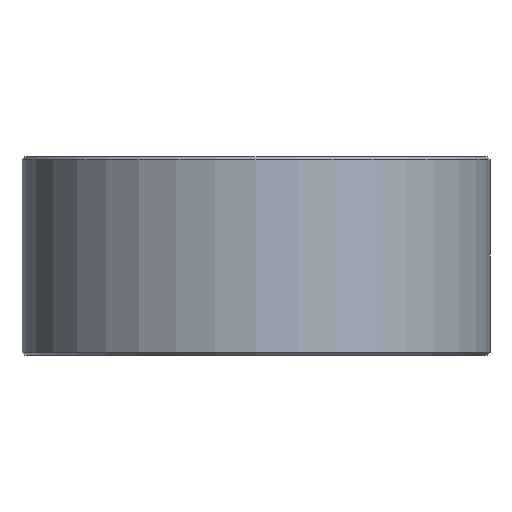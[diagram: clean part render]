
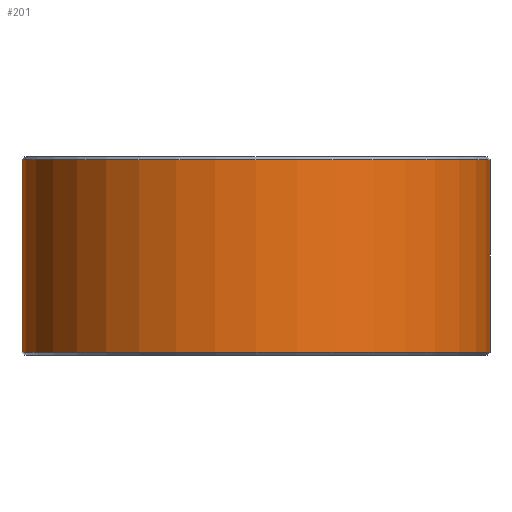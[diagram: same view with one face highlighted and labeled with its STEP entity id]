
A CAD part, front view. The second image highlights one B-rep face of the part: STEP entity #201.
In plain terms, the highlighted cylindrical face has radius 15.9 mm (diameter 31.8 mm), a full revolution.
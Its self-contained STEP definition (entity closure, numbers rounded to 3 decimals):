
#160=CARTESIAN_POINT('',(0.,0.,7.9));
#161=DIRECTION('',(0.,0.,1.));
#162=DIRECTION('',(1.,0.,-0.));
#163=AXIS2_PLACEMENT_3D('',#160,#161,#162);
#164=CYLINDRICAL_SURFACE('',#163,15.9);
#165=CARTESIAN_POINT('',(15.9,0.,81.2));
#166=VERTEX_POINT('',#165);
#167=CARTESIAN_POINT('',(15.9,-0.,68.1));
#168=VERTEX_POINT('',#167);
#169=CARTESIAN_POINT('',(15.9,0.,81.2));
#170=DIRECTION('',(-0.,-0.,-1.));
#171=VECTOR('',#170,13.1);
#172=LINE('',#169,#171);
#173=EDGE_CURVE('',#166,#168,#172,.T.);
#174=ORIENTED_EDGE('',*,*,#173,.T.);
#175=CARTESIAN_POINT('',(0.,0.,68.1));
#176=DIRECTION('',(0.,0.,1.));
#177=DIRECTION('',(1.,0.,-0.));
#178=AXIS2_PLACEMENT_3D('',#175,#176,#177);
#179=CIRCLE('',#178,15.9);
#180=EDGE_CURVE('',#168,#168,#179,.T.);
#181=ORIENTED_EDGE('',*,*,#180,.T.);
#182=ORIENTED_EDGE('',*,*,#173,.F.);
#183=CARTESIAN_POINT('',(-15.9,-0.,81.2));
#184=VERTEX_POINT('',#183);
#185=CARTESIAN_POINT('',(0.,0.,81.2));
#186=DIRECTION('',(0.,0.,-1.));
#187=DIRECTION('',(-1.,0.,0.));
#188=AXIS2_PLACEMENT_3D('',#185,#186,#187);
#189=CIRCLE('',#188,15.9);
#190=EDGE_CURVE('',#166,#184,#189,.T.);
#191=ORIENTED_EDGE('',*,*,#190,.T.);
#192=CARTESIAN_POINT('',(0.,0.,81.2));
#193=DIRECTION('',(0.,0.,-1.));
#194=DIRECTION('',(-1.,0.,0.));
#195=AXIS2_PLACEMENT_3D('',#192,#193,#194);
#196=CIRCLE('',#195,15.9);
#197=EDGE_CURVE('',#184,#166,#196,.T.);
#198=ORIENTED_EDGE('',*,*,#197,.T.);
#199=EDGE_LOOP('',(#174,#181,#182,#191,#198));
#200=FACE_BOUND('',#199,.T.);
#201=ADVANCED_FACE('',(#200),#164,.T.);
